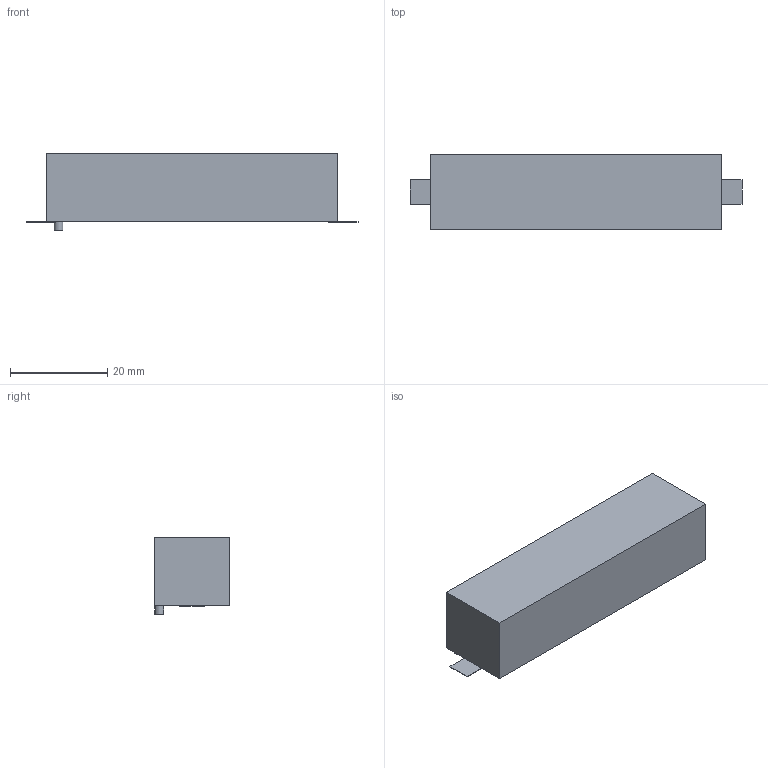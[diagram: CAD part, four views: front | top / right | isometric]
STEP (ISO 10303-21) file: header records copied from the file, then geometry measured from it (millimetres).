
FILE_DESCRIPTION(('FreeCAD Model'),'2;1');
FILE_NAME('541624.1.2.stp','2020-04-08T23:37:39',( 'Author'),(''),'Open CASCADE STEP processor 6.9','FreeCAD','Unknown' );
FILE_SCHEMA(('AUTOMOTIVE_DESIGN { 1 0 10303 214 1 1 1 1 }'));
Length unit declared in the file: millimetre
Products named in the file (4): ASSEMBLY; Body; Pins; Lugs
Assembly tree (3 placements, depth 2):
  ASSEMBLY
    Body
    Pins
    Lugs
Bounding box: 68.28 x 15.54 x 15.8 mm (x, y, z)
Volume: 13049 mm3; surface area: 4118.6 mm2
Topology: 4 solids, 4 shells, 21 faces, 39 edges, 26 vertices
Faces by surface type: plane 20, cylinder 1
Full cylindrical faces by diameter (mm): 1.78 x1
Entity records: 1121 total; most frequent: DIRECTION 169, CARTESIAN_POINT 168, LINE 113, VECTOR 113, ORIENTED_EDGE 78, PCURVE 78, DEFINITIONAL_REPRESENTATION 78, EDGE_CURVE 39
